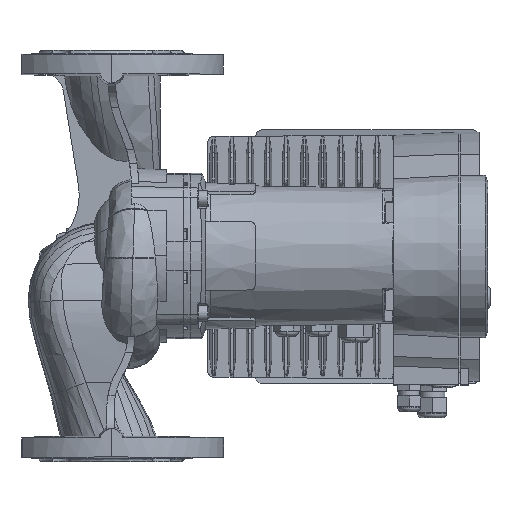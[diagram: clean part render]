
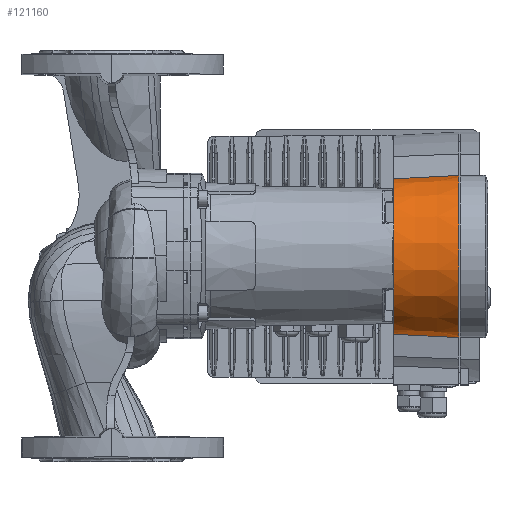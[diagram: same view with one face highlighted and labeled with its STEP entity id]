
A CAD part, top view. The second image highlights one B-rep face of the part: STEP entity #121160.
In plain terms, the highlighted conical face has half-angle 3 degrees and reference radius 67 mm.
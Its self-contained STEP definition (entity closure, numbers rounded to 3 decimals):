
#13096 = VERTEX_POINT ( 'NONE', #14551 ) ;
#13140 = VERTEX_POINT ( 'NONE', #14599 ) ;
#13149 = VERTEX_POINT ( 'NONE', #14612 ) ;
#13155 = VERTEX_POINT ( 'NONE', #14621 ) ;
#13161 = VERTEX_POINT ( 'NONE', #14629 ) ;
#13165 = VERTEX_POINT ( 'NONE', #14632 ) ;
#14551 = CARTESIAN_POINT ( 'NONE',  ( 210.5, -64.17, -255.142 ) ) ;
#14599 = CARTESIAN_POINT ( 'NONE',  ( 210.5, 64.17, -255.142 ) ) ;
#14612 = CARTESIAN_POINT ( 'NONE',  ( 264.5, 66.966, -253.016 ) ) ;
#14621 = CARTESIAN_POINT ( 'NONE',  ( 216.298, 64.474, -255.142 ) ) ;
#14629 = CARTESIAN_POINT ( 'NONE',  ( 216.298, -64.474, -255.142 ) ) ;
#14632 = CARTESIAN_POINT ( 'NONE',  ( 264.5, -66.966, -253.016 ) ) ;
#15538 = B_SPLINE_CURVE_WITH_KNOTS ( 'NONE', 3,
 ( #75089, #75127, #75137, #75138 ),
 .UNSPECIFIED., .F., .F.,
 ( 4, 4 ),
 ( 0.006, 0.054 ),
 .UNSPECIFIED. ) ;
#15541 = B_SPLINE_CURVE_WITH_KNOTS ( 'NONE', 3,
 ( #75142, #75119, #75151, #75153 ),
 .UNSPECIFIED., .F., .F.,
 ( 4, 4 ),
 ( 0.006, 0.054 ),
 .UNSPECIFIED. ) ;
#20555 = FACE_OUTER_BOUND ( 'NONE', #108702, .T. ) ;
#20568 = CARTESIAN_POINT ( 'NONE',  ( 264.5, 0., -255.142 ) ) ;
#20569 = DIRECTION ( 'NONE',  ( 1., 0., 0. ) ) ;
#20579 = DIRECTION ( 'NONE',  ( 0., -1., 0. ) ) ;
#21177 = AXIS2_PLACEMENT_3D ( 'NONE', #75130, #75132, #75134 ) ;
#21202 = VECTOR ( 'NONE', #75112, 1000. ) ;
#21205 = VECTOR ( 'NONE', #75117, 1000. ) ;
#21207 = AXIS2_PLACEMENT_3D ( 'NONE', #75122, #75123, #75125 ) ;
#21780 = CIRCLE ( 'NONE', #21177, 67. ) ;
#21791 = CIRCLE ( 'NONE', #21207, 64.17 ) ;
#33818 = AXIS2_PLACEMENT_3D ( 'NONE', #20568, #20569, #20579 ) ;
#33819 = CONICAL_SURFACE ( 'NONE', #33818, 67., 0.052 ) ;
#48561 = ORIENTED_EDGE ( 'NONE', *, *, #122093, .F. ) ;
#48563 = ORIENTED_EDGE ( 'NONE', *, *, #122095, .T. ) ;
#48566 = ORIENTED_EDGE ( 'NONE', *, *, #122094, .T. ) ;
#48568 = ORIENTED_EDGE ( 'NONE', *, *, #122097, .T. ) ;
#48570 = ORIENTED_EDGE ( 'NONE', *, *, #122096, .F. ) ;
#48572 = ORIENTED_EDGE ( 'NONE', *, *, #122099, .F. ) ;
#75089 = CARTESIAN_POINT ( 'NONE',  ( 216.298, -64.474, -255.142 ) ) ;
#75104 = LINE ( 'NONE', #75109, #21202 ) ;
#75109 = CARTESIAN_POINT ( 'NONE',  ( 264.5, 67., -255.142 ) ) ;
#75112 = DIRECTION ( 'NONE',  ( 0.999, 0.052, 0. ) ) ;
#75113 = LINE ( 'NONE', #75116, #21205 ) ;
#75116 = CARTESIAN_POINT ( 'NONE',  ( 264.5, -67., -255.142 ) ) ;
#75117 = DIRECTION ( 'NONE',  ( 0.999, -0.052, 0. ) ) ;
#75119 = CARTESIAN_POINT ( 'NONE',  ( 232.365, 65.316, -254.436 ) ) ;
#75122 = CARTESIAN_POINT ( 'NONE',  ( 210.5, 0., -255.142 ) ) ;
#75123 = DIRECTION ( 'NONE',  ( 1., 0., 0. ) ) ;
#75125 = DIRECTION ( 'NONE',  ( 0., -1., 0. ) ) ;
#75127 = CARTESIAN_POINT ( 'NONE',  ( 232.365, -65.316, -254.436 ) ) ;
#75130 = CARTESIAN_POINT ( 'NONE',  ( 264.5, 0., -255.142 ) ) ;
#75132 = DIRECTION ( 'NONE',  ( 1., 0., 0. ) ) ;
#75134 = DIRECTION ( 'NONE',  ( 0., -1., 0. ) ) ;
#75137 = CARTESIAN_POINT ( 'NONE',  ( 248.432, -66.146, -253.727 ) ) ;
#75138 = CARTESIAN_POINT ( 'NONE',  ( 264.5, -66.966, -253.016 ) ) ;
#75142 = CARTESIAN_POINT ( 'NONE',  ( 216.298, 64.474, -255.142 ) ) ;
#75151 = CARTESIAN_POINT ( 'NONE',  ( 248.432, 66.146, -253.727 ) ) ;
#75153 = CARTESIAN_POINT ( 'NONE',  ( 264.5, 66.966, -253.016 ) ) ;
#108702 = EDGE_LOOP ( 'NONE', ( #48561, #48563, #48566, #48568, #48570, #48572 ) ) ;
#121160 = ADVANCED_FACE ( 'NONE', ( #20555 ), #33819, .T. ) ;
#122093 = EDGE_CURVE ( 'NONE', #13140, #13155, #75104, .T. ) ;
#122094 = EDGE_CURVE ( 'NONE', #13096, #13161, #75113, .T. ) ;
#122095 = EDGE_CURVE ( 'NONE', #13140, #13096, #21791, .T. ) ;
#122096 = EDGE_CURVE ( 'NONE', #13149, #13165, #21780, .T. ) ;
#122097 = EDGE_CURVE ( 'NONE', #13161, #13165, #15538, .T. ) ;
#122099 = EDGE_CURVE ( 'NONE', #13155, #13149, #15541, .T. ) ;
